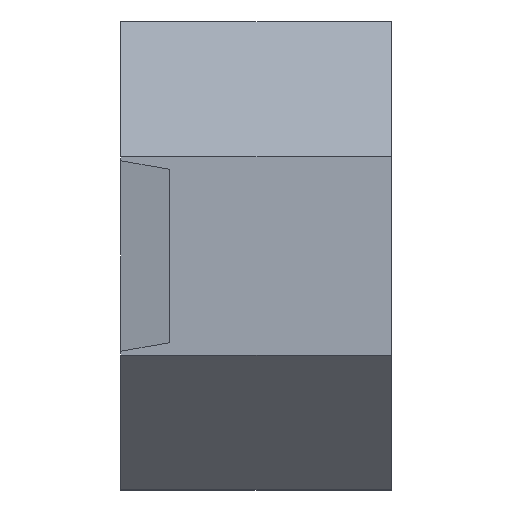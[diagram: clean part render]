
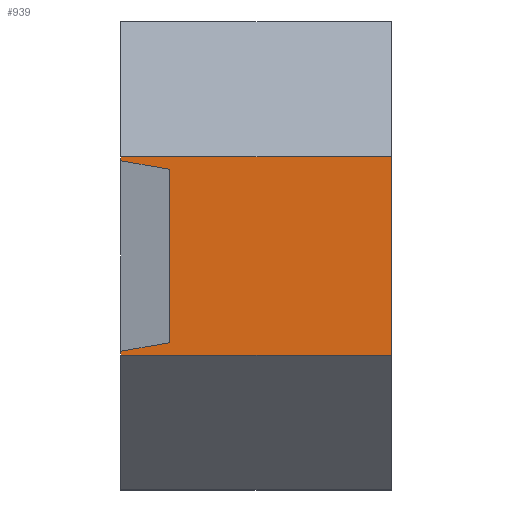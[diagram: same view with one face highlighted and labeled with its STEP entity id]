
A CAD part, left-side view. The second image highlights one B-rep face of the part: STEP entity #939.
In plain terms, the highlighted planar face has unit normal (-1, 0, 0).
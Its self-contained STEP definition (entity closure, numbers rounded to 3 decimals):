
#28 = DIRECTION ( 'NONE',  ( 0., -0.985, 0.174 ) ) ;
#39 = DIRECTION ( 'NONE',  ( 0., 0., -1. ) ) ;
#51 = DIRECTION ( 'NONE',  ( 0., -0.985, -0.174 ) ) ;
#63 = LINE ( 'NONE', #930, #858 ) ;
#69 = LINE ( 'NONE', #757, #676 ) ;
#95 = ORIENTED_EDGE ( 'NONE', *, *, #764, .F. ) ;
#99 = FACE_OUTER_BOUND ( 'NONE', #374, .T. ) ;
#102 = CARTESIAN_POINT ( 'NONE',  ( -5.5, 3.2, 0. ) ) ;
#104 = VERTEX_POINT ( 'NONE', #269 ) ;
#106 = VERTEX_POINT ( 'NONE', #128 ) ;
#128 = CARTESIAN_POINT ( 'NONE',  ( -5.5, 3.9, 1.43 ) ) ;
#156 = CARTESIAN_POINT ( 'NONE',  ( -5.5, 3.9, 1.43 ) ) ;
#158 = EDGE_CURVE ( 'NONE', #302, #713, #69, .T. ) ;
#163 = ORIENTED_EDGE ( 'NONE', *, *, #323, .T. ) ;
#175 = CARTESIAN_POINT ( 'NONE',  ( -5.5, 3.665, -1.332 ) ) ;
#200 = CARTESIAN_POINT ( 'NONE',  ( -5.5, 3.9, 0. ) ) ;
#230 = VERTEX_POINT ( 'NONE', #534 ) ;
#246 = CARTESIAN_POINT ( 'NONE',  ( -5.5, 0., -1.43 ) ) ;
#269 = CARTESIAN_POINT ( 'NONE',  ( -5.5, 3.9, -1.373 ) ) ;
#273 = CARTESIAN_POINT ( 'NONE',  ( -5.5, 0., 1.43 ) ) ;
#292 = DIRECTION ( 'NONE',  ( 0., 0., 1. ) ) ;
#297 = EDGE_CURVE ( 'NONE', #106, #417, #402, .T. ) ;
#299 = CARTESIAN_POINT ( 'NONE',  ( -5.5, 3.9, 1.373 ) ) ;
#302 = VERTEX_POINT ( 'NONE', #273 ) ;
#323 = EDGE_CURVE ( 'NONE', #600, #713, #940, .T. ) ;
#324 = LINE ( 'NONE', #102, #909 ) ;
#364 = ORIENTED_EDGE ( 'NONE', *, *, #865, .T. ) ;
#365 = VERTEX_POINT ( 'NONE', #586 ) ;
#374 = EDGE_LOOP ( 'NONE', ( #95, #364, #163, #396, #425, #958, #445, #611 ) ) ;
#376 = EDGE_CURVE ( 'NONE', #417, #365, #63, .T. ) ;
#380 = CARTESIAN_POINT ( 'NONE',  ( -5.5, 3.9, 0. ) ) ;
#395 = DIRECTION ( 'NONE',  ( 0., -1., 0. ) ) ;
#396 = ORIENTED_EDGE ( 'NONE', *, *, #158, .F. ) ;
#402 = LINE ( 'NONE', #380, #679 ) ;
#417 = VERTEX_POINT ( 'NONE', #299 ) ;
#419 = VECTOR ( 'NONE', #395, 1000. ) ;
#425 = ORIENTED_EDGE ( 'NONE', *, *, #1021, .F. ) ;
#444 = PLANE ( 'NONE',  #873 ) ;
#445 = ORIENTED_EDGE ( 'NONE', *, *, #376, .T. ) ;
#450 = CARTESIAN_POINT ( 'NONE',  ( -5.5, 3.9, 0. ) ) ;
#489 = CARTESIAN_POINT ( 'NONE',  ( -5.5, 3.9, -1.43 ) ) ;
#509 = LINE ( 'NONE', #200, #680 ) ;
#515 = LINE ( 'NONE', #156, #419 ) ;
#526 = CARTESIAN_POINT ( 'NONE',  ( -5.5, 3.9, -1.43 ) ) ;
#534 = CARTESIAN_POINT ( 'NONE',  ( -5.5, 3.2, -1.25 ) ) ;
#560 = EDGE_CURVE ( 'NONE', #365, #230, #324, .T. ) ;
#577 = LINE ( 'NONE', #175, #588 ) ;
#586 = CARTESIAN_POINT ( 'NONE',  ( -5.5, 3.2, 1.25 ) ) ;
#588 = VECTOR ( 'NONE', #28, 1000. ) ;
#590 = VECTOR ( 'NONE', #753, 1000. ) ;
#600 = VERTEX_POINT ( 'NONE', #489 ) ;
#611 = ORIENTED_EDGE ( 'NONE', *, *, #560, .T. ) ;
#676 = VECTOR ( 'NONE', #761, 1000. ) ;
#679 = VECTOR ( 'NONE', #39, 1000. ) ;
#680 = VECTOR ( 'NONE', #763, 1000. ) ;
#713 = VERTEX_POINT ( 'NONE', #246 ) ;
#753 = DIRECTION ( 'NONE',  ( 0., -1., 0. ) ) ;
#757 = CARTESIAN_POINT ( 'NONE',  ( -5.5, 0., 0. ) ) ;
#761 = DIRECTION ( 'NONE',  ( 0., 0., -1. ) ) ;
#763 = DIRECTION ( 'NONE',  ( 0., 0., -1. ) ) ;
#764 = EDGE_CURVE ( 'NONE', #104, #230, #577, .T. ) ;
#858 = VECTOR ( 'NONE', #51, 1000. ) ;
#865 = EDGE_CURVE ( 'NONE', #104, #600, #509, .T. ) ;
#873 = AXIS2_PLACEMENT_3D ( 'NONE', #450, #1002, #292 ) ;
#905 = DIRECTION ( 'NONE',  ( 0., 0., -1. ) ) ;
#909 = VECTOR ( 'NONE', #905, 1000. ) ;
#930 = CARTESIAN_POINT ( 'NONE',  ( -5.5, 3.665, 1.332 ) ) ;
#939 = ADVANCED_FACE ( 'NONE', ( #99 ), #444, .T. ) ;
#940 = LINE ( 'NONE', #526, #590 ) ;
#958 = ORIENTED_EDGE ( 'NONE', *, *, #297, .T. ) ;
#1002 = DIRECTION ( 'NONE',  ( -1., 0., 0. ) ) ;
#1021 = EDGE_CURVE ( 'NONE', #106, #302, #515, .T. ) ;
